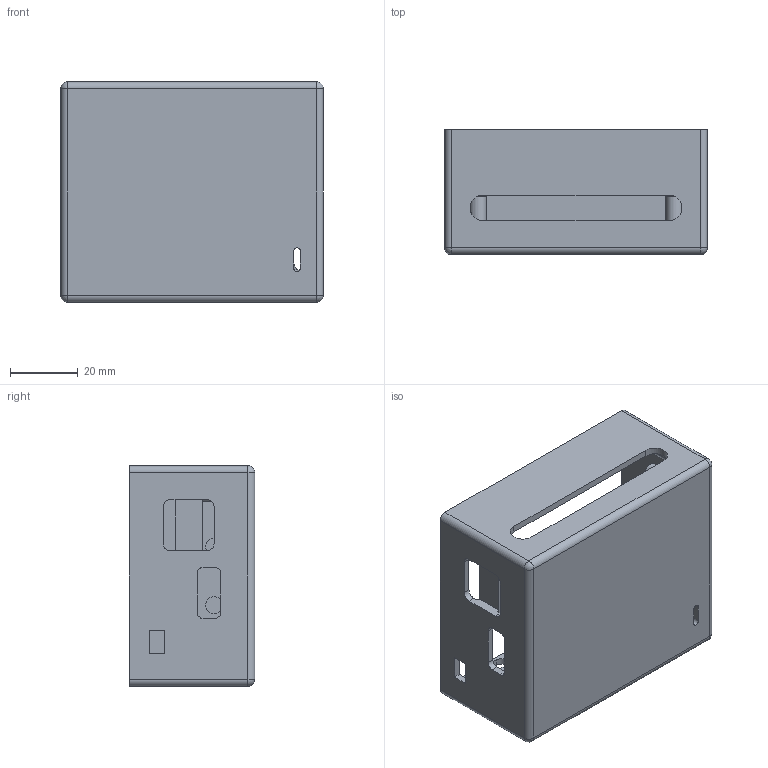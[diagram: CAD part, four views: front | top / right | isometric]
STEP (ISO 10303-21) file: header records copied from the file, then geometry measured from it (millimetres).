
FILE_DESCRIPTION(/* description */ (''),/* implementation_level */ '2;1');
FILE_NAME(/* name */ 'Shell.stp',/* time_stamp */ '2023-09-07T17:17:17-07:00',/* author */ ('devan'),/* organization */ (''),/* preprocessor_version */ 'ST-DEVELOPER v20',/* originating_system */ 'Autodesk Inventor 2024',/* authorisation */ '');
FILE_SCHEMA (('AUTOMOTIVE_DESIGN { 1 0 10303 214 3 1 1 }'));
Length unit declared in the file: millimetre
Products named in the file (1): PiPro Bottom
Bounding box: 77.5 x 37 x 65 mm (x, y, z)
Volume: 31346.1 mm3; surface area: 29951.7 mm2
Topology: 1 solids, 1 shells, 127 faces, 345 edges, 220 vertices
Faces by surface type: cylinder 60, plane 46, cone 9, torus 8, sphere 4
Full cylindrical faces by diameter (mm): 3 x10, 5 x6
Entity records: 4256 total; most frequent: CARTESIAN_POINT 960, DIRECTION 695, ORIENTED_EDGE 674, EDGE_CURVE 337, AXIS2_PLACEMENT_3D 261, VERTEX_POINT 220, LINE 173, VECTOR 173
